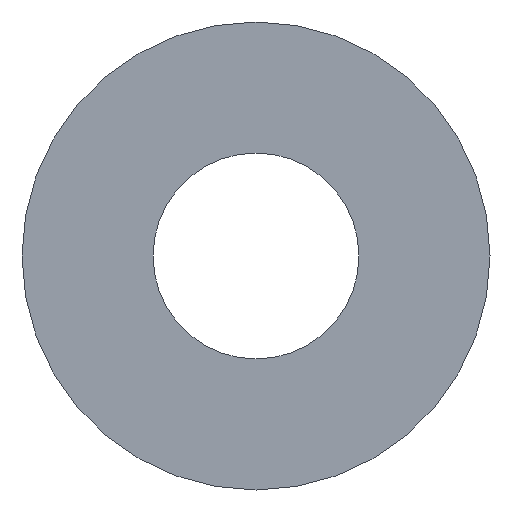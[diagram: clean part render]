
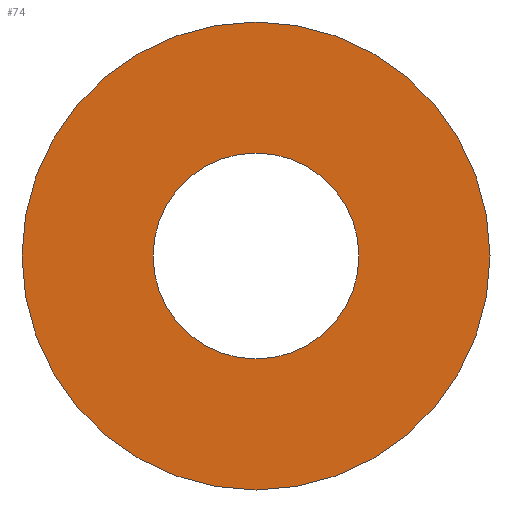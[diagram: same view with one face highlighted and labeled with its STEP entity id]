
A CAD part, front view. The second image highlights one B-rep face of the part: STEP entity #74.
In plain terms, the highlighted planar face has unit normal (0, -1, 0).
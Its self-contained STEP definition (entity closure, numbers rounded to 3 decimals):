
#7 = EDGE_CURVE ( 'NONE', #220, #142, #181, .T. ) ;
#8 = DIRECTION ( 'NONE',  ( 0., 1., 0. ) ) ;
#21 = DIRECTION ( 'NONE',  ( 0., 0., 1. ) ) ;
#23 = CARTESIAN_POINT ( 'NONE',  ( 0., 0., 0. ) ) ;
#24 = CIRCLE ( 'NONE', #199, 2.5 ) ;
#25 = FACE_BOUND ( 'NONE', #211, .T. ) ;
#26 = DIRECTION ( 'NONE',  ( 0., 1., 0. ) ) ;
#28 = AXIS2_PLACEMENT_3D ( 'NONE', #67, #30, #244 ) ;
#30 = DIRECTION ( 'NONE',  ( 0., 1., 0. ) ) ;
#35 = EDGE_CURVE ( 'NONE', #249, #159, #24, .T. ) ;
#38 = AXIS2_PLACEMENT_3D ( 'NONE', #79, #8, #240 ) ;
#55 = ORIENTED_EDGE ( 'NONE', *, *, #183, .F. ) ;
#64 = FACE_OUTER_BOUND ( 'NONE', #223, .T. ) ;
#67 = CARTESIAN_POINT ( 'NONE',  ( 0., 0., 0. ) ) ;
#74 = ADVANCED_FACE ( 'NONE', ( #64, #25 ), #118, .F. ) ;
#79 = CARTESIAN_POINT ( 'NONE',  ( 0., 0., 0. ) ) ;
#95 = CARTESIAN_POINT ( 'NONE',  ( 0., 0., -1.1 ) ) ;
#102 = CIRCLE ( 'NONE', #28, 2.5 ) ;
#112 = AXIS2_PLACEMENT_3D ( 'NONE', #242, #222, #219 ) ;
#118 = PLANE ( 'NONE',  #38 ) ;
#119 = EDGE_CURVE ( 'NONE', #142, #220, #177, .T. ) ;
#138 = ORIENTED_EDGE ( 'NONE', *, *, #119, .T. ) ;
#142 = VERTEX_POINT ( 'NONE', #95 ) ;
#144 = CARTESIAN_POINT ( 'NONE',  ( 0., 0., 2.5 ) ) ;
#145 = CARTESIAN_POINT ( 'NONE',  ( 0., 0., -2.5 ) ) ;
#152 = AXIS2_PLACEMENT_3D ( 'NONE', #23, #26, #158 ) ;
#158 = DIRECTION ( 'NONE',  ( 0., 0., 1. ) ) ;
#159 = VERTEX_POINT ( 'NONE', #144 ) ;
#177 = CIRCLE ( 'NONE', #112, 1.1 ) ;
#179 = DIRECTION ( 'NONE',  ( 0., 1., 0. ) ) ;
#181 = CIRCLE ( 'NONE', #152, 1.1 ) ;
#183 = EDGE_CURVE ( 'NONE', #159, #249, #102, .T. ) ;
#195 = CARTESIAN_POINT ( 'NONE',  ( 0., 0., 0. ) ) ;
#198 = ORIENTED_EDGE ( 'NONE', *, *, #7, .T. ) ;
#199 = AXIS2_PLACEMENT_3D ( 'NONE', #195, #179, #21 ) ;
#211 = EDGE_LOOP ( 'NONE', ( #138, #198 ) ) ;
#219 = DIRECTION ( 'NONE',  ( 0., 0., 1. ) ) ;
#220 = VERTEX_POINT ( 'NONE', #243 ) ;
#222 = DIRECTION ( 'NONE',  ( 0., 1., 0. ) ) ;
#223 = EDGE_LOOP ( 'NONE', ( #233, #55 ) ) ;
#233 = ORIENTED_EDGE ( 'NONE', *, *, #35, .F. ) ;
#240 = DIRECTION ( 'NONE',  ( 0., 0., 1. ) ) ;
#242 = CARTESIAN_POINT ( 'NONE',  ( 0., 0., 0. ) ) ;
#243 = CARTESIAN_POINT ( 'NONE',  ( 0., 0., 1.1 ) ) ;
#244 = DIRECTION ( 'NONE',  ( 0., 0., 1. ) ) ;
#249 = VERTEX_POINT ( 'NONE', #145 ) ;
